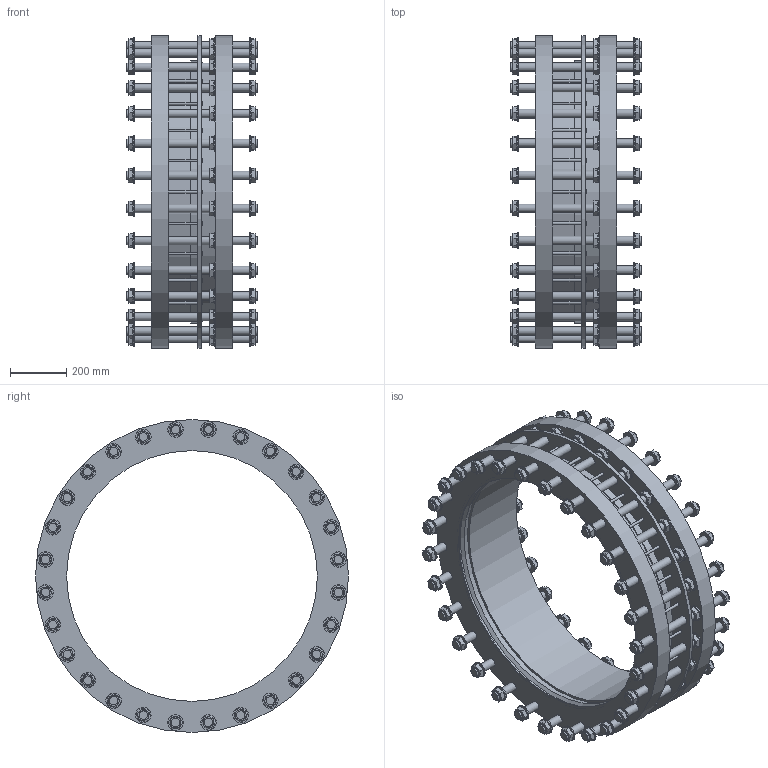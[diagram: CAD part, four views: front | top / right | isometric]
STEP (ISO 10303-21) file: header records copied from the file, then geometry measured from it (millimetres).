
FILE_DESCRIPTION(/* description */ (''),/* implementation_level */ '2;1');
FILE_NAME(/* name */ 'MONTERINGSBOX VM 3188-900 DN.stp',/* time_stamp */ '2020-02-26T13:01:35+06:00',/* author */ ('rahul_marsute'),/* organization */ (''),/* preprocessor_version */ 'ST-DEVELOPER v18',/* originating_system */ 'Autodesk Inventor 2020',/* authorisation */ '');
FILE_SCHEMA (('AUTOMOTIVE_DESIGN { 1 0 10303 214 3 1 1 }'));
Length unit declared in the file: millimetre
Products named in the file (1): ERHARD BUTTERFLY VALVE DN800 PN10-L-450MM
Bounding box: 470 x 1115 x 1115 mm (x, y, z)
Volume: 60324940.3 mm3; surface area: 5961587.4 mm2
Topology: 1 solids, 1 shells, 1648 faces, 4092 edges, 2846 vertices
Faces by surface type: plane 1074, cylinder 374, cone 200
Full cylindrical faces by diameter (mm): 10 x28, 12 x28, 20 x28, 30 x112, 33 x84, 55 x84, 893.8 x2, 909.8 x2, 913.8 x1, 921.8 x1, 933.8 x1, 1115 x3
Entity records: 49035 total; most frequent: CARTESIAN_POINT 10939, ORIENTED_EDGE 8184, DIRECTION 7716, EDGE_CURVE 4092, AXIS2_PLACEMENT_3D 3151, VERTEX_POINT 2846, EDGE_LOOP 2218, FACE_OUTER_BOUND 1648
